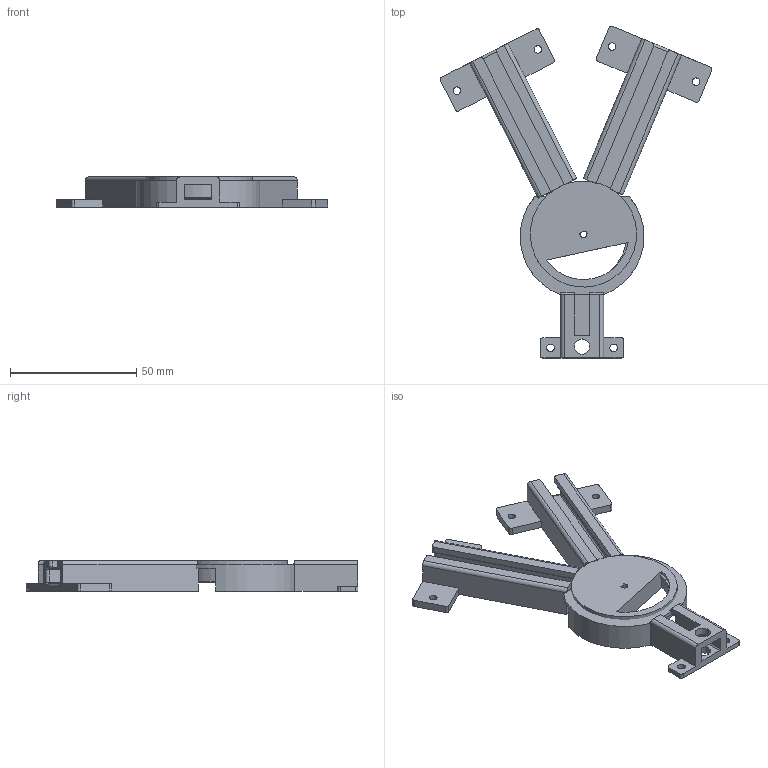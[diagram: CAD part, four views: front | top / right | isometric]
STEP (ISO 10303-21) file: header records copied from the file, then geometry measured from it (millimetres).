
FILE_DESCRIPTION(/* description */ (''),/* implementation_level */ '2;1');
FILE_NAME(/* name */ 'Złożenie v6.step',/* time_stamp */ '2022-04-09T14:57:07+02:00',/* author */ (''),/* organization */ (''),/* preprocessor_version */ 'ST-DEVELOPER v18.1',/* originating_system */ 'Autodesk Translation Framework v10.14.0.1471',/* authorisation */ '');
FILE_SCHEMA (('AUTOMOTIVE_DESIGN { 1 0 10303 214 3 1 1 }'));
Length unit declared in the file: millimetre
Products named in the file (5): Złożenie; zasobnik; wylot_tabsy; Krzywka; zasobnik v5(Mirror)
Assembly tree (4 placements, depth 2):
  Złożenie
    zasobnik
    wylot_tabsy
    Krzywka
    zasobnik v5(Mirror)
Bounding box: 107.58 x 131.39 x 12 mm (x, y, z)
Volume: 30460.6 mm3; surface area: 22555.9 mm2
Topology: 4 solids, 4 shells, 170 faces, 468 edges, 300 vertices
Faces by surface type: plane 81, cylinder 76, torus 9, bspline 4
Full cylindrical faces by diameter (mm): 3 x6, 6 x2, 42 x1
Entity records: 5762 total; most frequent: CARTESIAN_POINT 1141, DIRECTION 973, ORIENTED_EDGE 928, EDGE_CURVE 464, AXIS2_PLACEMENT_3D 342, VERTEX_POINT 300, LINE 289, VECTOR 289
